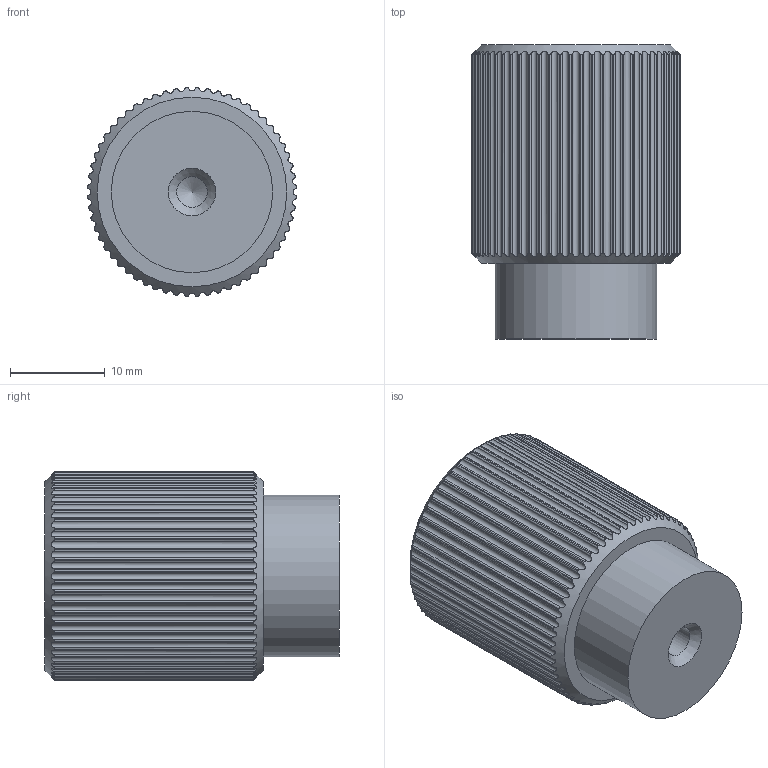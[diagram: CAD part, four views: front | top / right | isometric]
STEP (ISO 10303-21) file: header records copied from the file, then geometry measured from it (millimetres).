
FILE_DESCRIPTION(/* description */ (''),/* implementation_level */ '2;1');
FILE_NAME(/* name */ '0583_Pom 022.stp',/* time_stamp */ '2025-10-23T13:45:44+02:00',/* author */ ('abadia'),/* organization */ (''),/* preprocessor_version */ 'ST-DEVELOPER v20.1',/* originating_system */ 'Autodesk Inventor 2026',/* authorisation */ '');
FILE_SCHEMA (('AUTOMOTIVE_DESIGN { 1 0 10303 214 3 1 1 }'));
Length unit declared in the file: millimetre
Products named in the file (1): 0583_Pom 022_00
Bounding box: 21.98 x 31 x 21.98 mm (x, y, z)
Volume: 10144.6 mm3; surface area: 3136.1 mm2
Topology: 1 solids, 1 shells, 249 faces, 736 edges, 490 vertices
Faces by surface type: cylinder 242, cone 4, plane 3
Full cylindrical faces by diameter (mm): 3.242 x1, 17 x1
Entity records: 12257 total; most frequent: CARTESIAN_POINT 6157, ORIENTED_EDGE 1470, DIRECTION 1000, EDGE_CURVE 735, VERTEX_POINT 490, AXIS2_PLACEMENT_3D 377, B_SPLINE_CURVE_WITH_KNOTS 362, EDGE_LOOP 251
